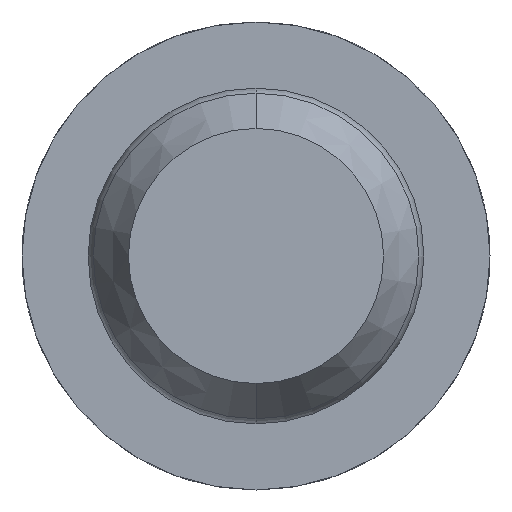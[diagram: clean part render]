
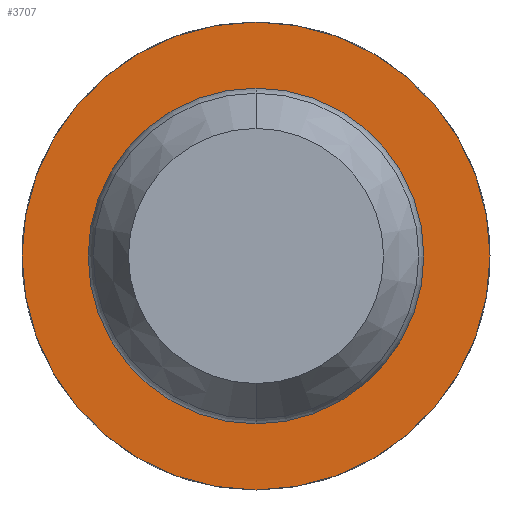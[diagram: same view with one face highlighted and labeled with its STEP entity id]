
A CAD part, front view. The second image highlights one B-rep face of the part: STEP entity #3707.
In plain terms, the highlighted planar face has unit normal (0, -1, 0).
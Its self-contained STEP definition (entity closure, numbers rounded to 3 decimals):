
#78 = EDGE_LOOP ( 'NONE', ( #3041, #878 ) ) ;
#84 = ORIENTED_EDGE ( 'NONE', *, *, #3834, .T. ) ;
#371 = AXIS2_PLACEMENT_3D ( 'NONE', #2125, #398, #748 ) ;
#398 = DIRECTION ( 'NONE',  ( 0., 1., 0. ) ) ;
#585 = CARTESIAN_POINT ( 'NONE',  ( 0., -10.5, 0. ) ) ;
#748 = DIRECTION ( 'NONE',  ( 0., 0., 1. ) ) ;
#830 = DIRECTION ( 'NONE',  ( 0., 1., 0. ) ) ;
#878 = ORIENTED_EDGE ( 'NONE', *, *, #4314, .F. ) ;
#1008 = VERTEX_POINT ( 'NONE', #3795 ) ;
#1144 = DIRECTION ( 'NONE',  ( 0., 1., 0. ) ) ;
#1261 = DIRECTION ( 'NONE',  ( 0., 0., 1. ) ) ;
#1310 = AXIS2_PLACEMENT_3D ( 'NONE', #585, #4192, #1490 ) ;
#1490 = DIRECTION ( 'NONE',  ( 0., 0., 1. ) ) ;
#1499 = EDGE_LOOP ( 'NONE', ( #2984, #84 ) ) ;
#1590 = DIRECTION ( 'NONE',  ( 0., 0., 1. ) ) ;
#1667 = VERTEX_POINT ( 'NONE', #2328 ) ;
#1927 = CIRCLE ( 'NONE', #4160, 0.825 ) ;
#2028 = EDGE_CURVE ( 'Defeature ausgef�hrt3_3+Defeature ausgef�hrt3_4+Defeature ausgef�hrt3_4+Defeature ausgef�hrt3_4', #1667, #3128, #2224, .T. ) ;
#2125 = CARTESIAN_POINT ( 'NONE',  ( 1.15, -10.5, 0. ) ) ;
#2184 = CIRCLE ( 'NONE', #3058, 1.15 ) ;
#2224 = CIRCLE ( 'NONE', #4408, 1.15 ) ;
#2328 = CARTESIAN_POINT ( 'NONE',  ( 0., -10.5, 1.15 ) ) ;
#2467 = CARTESIAN_POINT ( 'NONE',  ( 0., -10.5, 0. ) ) ;
#2619 = CARTESIAN_POINT ( 'NONE',  ( 0., -10.5, 0. ) ) ;
#2632 = CARTESIAN_POINT ( 'NONE',  ( 0., -10.5, 0. ) ) ;
#2810 = FACE_OUTER_BOUND ( 'NONE', #78, .T. ) ;
#2814 = PLANE ( 'NONE',  #371 ) ;
#2970 = DIRECTION ( 'NONE',  ( 0., 1., 0. ) ) ;
#2984 = ORIENTED_EDGE ( 'NONE', *, *, #3181, .T. ) ;
#3041 = ORIENTED_EDGE ( 'NONE', *, *, #2028, .F. ) ;
#3058 = AXIS2_PLACEMENT_3D ( 'NONE', #2467, #1144, #4241 ) ;
#3128 = VERTEX_POINT ( 'NONE', #3191 ) ;
#3181 = EDGE_CURVE ( 'Defeature ausgef�hrt3_4+Defeature ausgef�hrt3_5+Defeature ausgef�hrt3_5+Defeature ausgef�hrt3_5', #3248, #1008, #1927, .T. ) ;
#3191 = CARTESIAN_POINT ( 'NONE',  ( 0., -10.5, -1.15 ) ) ;
#3248 = VERTEX_POINT ( 'NONE', #4312 ) ;
#3438 = FACE_BOUND ( 'NONE', #1499, .T. ) ;
#3664 = CIRCLE ( 'NONE', #1310, 0.825 ) ;
#3707 = ADVANCED_FACE ( 'Defeature ausgef�hrt3_4', ( #2810, #3438 ), #2814, .F. ) ;
#3795 = CARTESIAN_POINT ( 'NONE',  ( 0., -10.5, -0.825 ) ) ;
#3834 = EDGE_CURVE ( 'Defeature ausgef�hrt3_4+Defeature ausgef�hrt3_5+Defeature ausgef�hrt3_5+Defeature ausgef�hrt3_5', #1008, #3248, #3664, .T. ) ;
#4160 = AXIS2_PLACEMENT_3D ( 'NONE', #2632, #2970, #1261 ) ;
#4192 = DIRECTION ( 'NONE',  ( 0., 1., 0. ) ) ;
#4241 = DIRECTION ( 'NONE',  ( 0., 0., 1. ) ) ;
#4312 = CARTESIAN_POINT ( 'NONE',  ( 0., -10.5, 0.825 ) ) ;
#4314 = EDGE_CURVE ( 'Defeature ausgef�hrt3_3+Defeature ausgef�hrt3_4+Defeature ausgef�hrt3_4+Defeature ausgef�hrt3_4', #3128, #1667, #2184, .T. ) ;
#4408 = AXIS2_PLACEMENT_3D ( 'NONE', #2619, #830, #1590 ) ;
